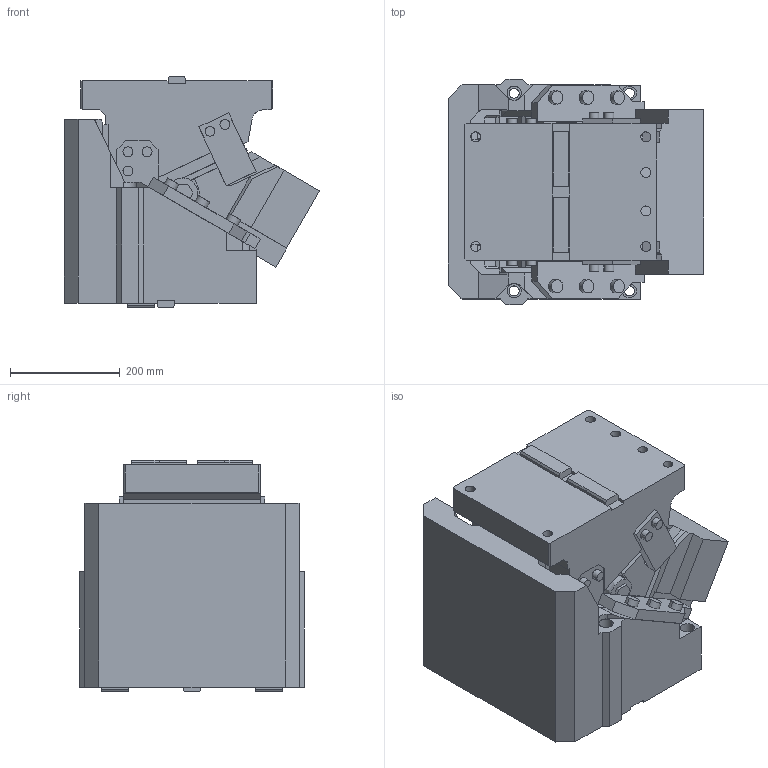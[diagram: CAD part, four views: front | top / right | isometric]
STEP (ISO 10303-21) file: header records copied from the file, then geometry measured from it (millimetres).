
FILE_DESCRIPTION(('CATIA V5 STEP Exchange'),'2;1');
FILE_NAME('CDCP_300_30_60.stp','2016-10-05T11:12:53+00:00',('none'),('none'),'CATIA Version 5 Release 20 GA (IN-10)','CATIA V5 STEP AP203','none');
FILE_SCHEMA(('CONFIG_CONTROL_DESIGN'));
Length unit declared in the file: millimetre
Products named in the file (1): CDCP-300-30-60
Bounding box: 465.47 x 410 x 422 mm (x, y, z)
Volume: 44453800.7 mm3; surface area: 1666439.7 mm2
Topology: 3 solids, 3 shells, 650 faces, 1752 edges, 1140 vertices
Faces by surface type: plane 522, cylinder 124, bspline 4
Entity records: 20797 total; most frequent: CARTESIAN_POINT 4857, ORIENTED_EDGE 3504, DIRECTION 2849, EDGE_CURVE 1752, VECTOR 1454, LINE 1454, VERTEX_POINT 1140, AXIS2_PLACEMENT_3D 792
